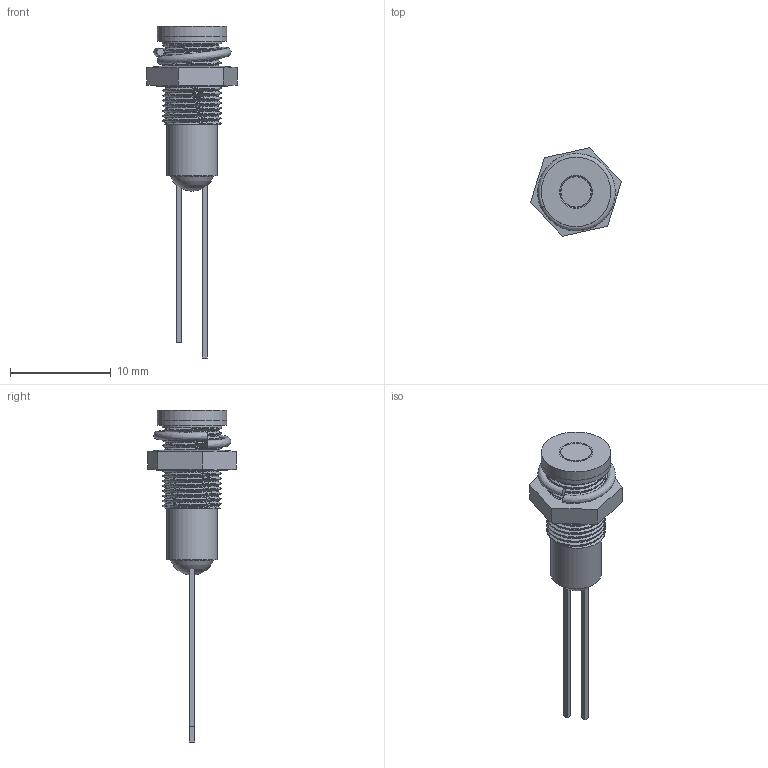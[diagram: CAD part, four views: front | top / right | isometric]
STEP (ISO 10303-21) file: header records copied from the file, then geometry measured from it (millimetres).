
FILE_DESCRIPTION(/* description */ ('AdapterTestApp'),/* implementation_level */ '2;1');
FILE_NAME(/* name */ 'Q6F4C-2 pin only',/* time_stamp */ '2017-11-20T12:13:13+00:00',/* author */ ('AdapterTestApp'),/* organization */ ('Siemens PLM Software'),/* preprocessor_version */ 'ST-DEVELOPER v15.6',/* originating_system */ 'DEX',/* authorisation */ $);
FILE_SCHEMA (('AUTOMOTIVE_DESIGN {1 0 10303 214 3 1 1}'));
Length unit declared in the file: millimetre
Products named in the file (7): Q6F4C-2 pin only; 3mmLED-flush-uncut-red; 34-0082; 6mm potting; 21-0025; 13-0035; 26-0047
Assembly tree (6 placements, depth 2):
  Q6F4C-2 pin only
    3mmLED-flush-uncut-red
    34-0082
    6mm potting
    21-0025
    13-0035
    26-0047
Bounding box: 9.02 x 8.81 x 33 mm (x, y, z)
Volume: 367.1 mm3; surface area: 1146.7 mm2
Topology: 6 solids, 6 shells, 73 faces, 154 edges, 103 vertices
Faces by surface type: plane 48, cylinder 14, bspline 6, cone 2, torus 2, sphere 1
Full cylindrical faces by diameter (mm): 1.15 x2, 3 x1, 3.1 x1, 3.4 x1, 4.3 x2, 5 x1, 5.75 x1, 5.9 x1, 6.9 x2
Entity records: 6154 total; most frequent: CARTESIAN_POINT 4593, DIRECTION 278, ORIENTED_EDGE 260, EDGE_CURVE 130, EDGE_LOOP 107, FACE_BOUND 107, AXIS2_PLACEMENT_3D 106, VERTEX_POINT 97
